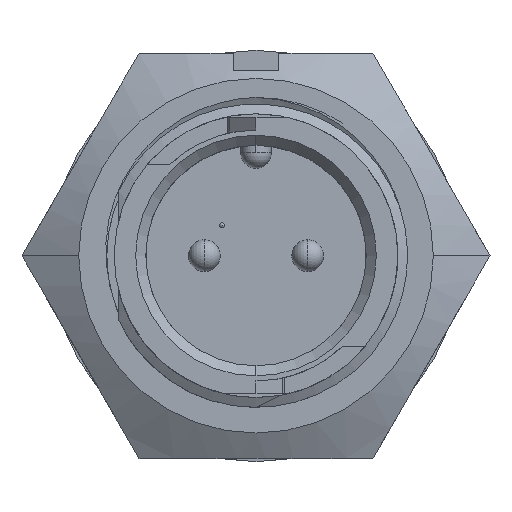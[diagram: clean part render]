
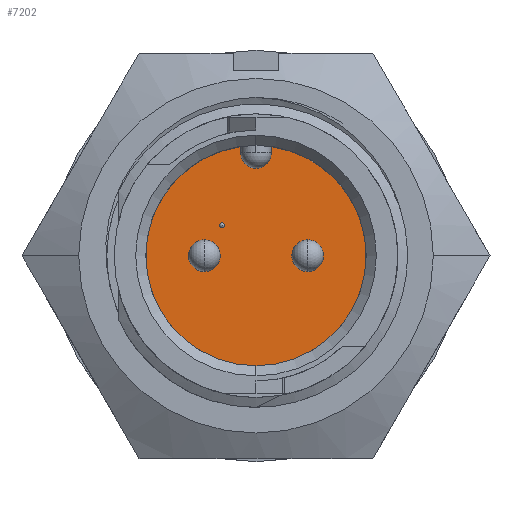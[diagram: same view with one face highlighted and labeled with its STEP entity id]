
A CAD part, top view. The second image highlights one B-rep face of the part: STEP entity #7202.
In plain terms, the highlighted planar face has unit normal (0, 0, 1).
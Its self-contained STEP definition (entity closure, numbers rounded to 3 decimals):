
#50 = CARTESIAN_POINT ( 'NONE',  ( 0.762, 5.472, -8.382 ) ) ;
#215 = AXIS2_PLACEMENT_3D ( 'NONE', #10577, #4444, #2787 ) ;
#318 = VERTEX_POINT ( 'NONE', #4848 ) ;
#427 = CARTESIAN_POINT ( 'NONE',  ( 0., 0., -8.382 ) ) ;
#457 = DIRECTION ( 'NONE',  ( 0., 0., -1. ) ) ;
#517 = FACE_BOUND ( 'NONE', #8695, .T. ) ;
#651 = CIRCLE ( 'NONE', #4659, 5.524 ) ;
#760 = CIRCLE ( 'NONE', #215, 0.762 ) ;
#836 = DIRECTION ( 'NONE',  ( 0., 0., 1. ) ) ;
#887 = ORIENTED_EDGE ( 'NONE', *, *, #8569, .F. ) ;
#893 = DIRECTION ( 'NONE',  ( 0., 0., 1. ) ) ;
#902 = DIRECTION ( 'NONE',  ( 0., -1., 0. ) ) ;
#907 = EDGE_LOOP ( 'NONE', ( #1088, #887 ) ) ;
#997 = CARTESIAN_POINT ( 'NONE',  ( -0.762, 5.143, -8.382 ) ) ;
#1088 = ORIENTED_EDGE ( 'NONE', *, *, #9482, .F. ) ;
#1317 = CARTESIAN_POINT ( 'NONE',  ( -1.797, 0.003, -8.382 ) ) ;
#1346 = DIRECTION ( 'NONE',  ( 0., -1., 0. ) ) ;
#1426 = DIRECTION ( 'NONE',  ( 0., -1., 0. ) ) ;
#1456 = DIRECTION ( 'NONE',  ( 0., 0., 1. ) ) ;
#1469 = VERTEX_POINT ( 'NONE', #7704 ) ;
#1511 = CIRCLE ( 'NONE', #10117, 0.127 ) ;
#1548 = DIRECTION ( 'NONE',  ( 0., 1., 0. ) ) ;
#1701 = CARTESIAN_POINT ( 'NONE',  ( -2.591, 0.003, -8.382 ) ) ;
#1718 = CARTESIAN_POINT ( 'NONE',  ( 3.385, 0., -8.382 ) ) ;
#1763 = CARTESIAN_POINT ( 'NONE',  ( 1.797, 0., -8.382 ) ) ;
#1838 = AXIS2_PLACEMENT_3D ( 'NONE', #427, #7678, #1346 ) ;
#1952 = EDGE_CURVE ( 'NONE', #8597, #7018, #8531, .T. ) ;
#2109 = AXIS2_PLACEMENT_3D ( 'NONE', #10759, #457, #9844 ) ;
#2248 = AXIS2_PLACEMENT_3D ( 'NONE', #3360, #6852, #7138 ) ;
#2309 = CIRCLE ( 'NONE', #4130, 0.794 ) ;
#2554 = DIRECTION ( 'NONE',  ( 0., 1., 0. ) ) ;
#2778 = CARTESIAN_POINT ( 'NONE',  ( 0.762, 5.143, -8.382 ) ) ;
#2787 = DIRECTION ( 'NONE',  ( 1., 0., 0. ) ) ;
#3143 = PLANE ( 'NONE',  #2109 ) ;
#3360 = CARTESIAN_POINT ( 'NONE',  ( -2.591, 0.003, -8.382 ) ) ;
#3523 = ORIENTED_EDGE ( 'NONE', *, *, #6988, .T. ) ;
#3642 = ORIENTED_EDGE ( 'NONE', *, *, #1952, .F. ) ;
#3698 = DIRECTION ( 'NONE',  ( 0., 0., 1. ) ) ;
#3871 = DIRECTION ( 'NONE',  ( 1., 0., 0. ) ) ;
#3894 = CARTESIAN_POINT ( 'NONE',  ( -1.702, 1.527, -8.382 ) ) ;
#3908 = EDGE_CURVE ( 'NONE', #1469, #4612, #8800, .T. ) ;
#3969 = CARTESIAN_POINT ( 'NONE',  ( 2.591, 0., -8.382 ) ) ;
#3999 = FACE_BOUND ( 'NONE', #10202, .T. ) ;
#4099 = EDGE_LOOP ( 'NONE', ( #7321, #10288, #3523, #3642, #9461 ) ) ;
#4130 = AXIS2_PLACEMENT_3D ( 'NONE', #3969, #1456, #5859 ) ;
#4172 = EDGE_CURVE ( 'NONE', #6911, #6978, #10627, .T. ) ;
#4283 = CARTESIAN_POINT ( 'NONE',  ( 0.762, 5.143, -8.382 ) ) ;
#4307 = CARTESIAN_POINT ( 'NONE',  ( -3.385, 0.003, -8.382 ) ) ;
#4376 = EDGE_CURVE ( 'NONE', #1469, #5702, #5827, .T. ) ;
#4444 = DIRECTION ( 'NONE',  ( 0., 0., 1. ) ) ;
#4612 = VERTEX_POINT ( 'NONE', #6138 ) ;
#4659 = AXIS2_PLACEMENT_3D ( 'NONE', #5252, #8757, #902 ) ;
#4848 = CARTESIAN_POINT ( 'NONE',  ( -1.702, 1.654, -8.382 ) ) ;
#4928 = DIRECTION ( 'NONE',  ( 0., 1., 0. ) ) ;
#4980 = CIRCLE ( 'NONE', #2248, 0.794 ) ;
#5252 = CARTESIAN_POINT ( 'NONE',  ( 0., 0., -8.382 ) ) ;
#5599 = FACE_OUTER_BOUND ( 'NONE', #4099, .T. ) ;
#5647 = CARTESIAN_POINT ( 'NONE',  ( -0.762, 5.472, -8.382 ) ) ;
#5702 = VERTEX_POINT ( 'NONE', #997 ) ;
#5827 = LINE ( 'NONE', #5647, #9003 ) ;
#5848 = DIRECTION ( 'NONE',  ( 0., 0., 1. ) ) ;
#5859 = DIRECTION ( 'NONE',  ( 1., 0., 0. ) ) ;
#6138 = CARTESIAN_POINT ( 'NONE',  ( 0., -5.524, -8.382 ) ) ;
#6468 = ORIENTED_EDGE ( 'NONE', *, *, #4172, .F. ) ;
#6852 = DIRECTION ( 'NONE',  ( 0., 0., 1. ) ) ;
#6911 = VERTEX_POINT ( 'NONE', #1718 ) ;
#6978 = VERTEX_POINT ( 'NONE', #1763 ) ;
#6988 = EDGE_CURVE ( 'NONE', #4612, #7018, #651, .T. ) ;
#7018 = VERTEX_POINT ( 'NONE', #50 ) ;
#7125 = AXIS2_PLACEMENT_3D ( 'NONE', #1701, #893, #9550 ) ;
#7129 = ORIENTED_EDGE ( 'NONE', *, *, #7504, .F. ) ;
#7138 = DIRECTION ( 'NONE',  ( 1., 0., 0. ) ) ;
#7202 = ADVANCED_FACE ( 'NONE', ( #5599, #517, #3999, #7502 ), #3143, .F. ) ;
#7321 = ORIENTED_EDGE ( 'NONE', *, *, #4376, .F. ) ;
#7502 = FACE_BOUND ( 'NONE', #907, .T. ) ;
#7504 = EDGE_CURVE ( 'NONE', #318, #9289, #8144, .T. ) ;
#7644 = EDGE_CURVE ( 'NONE', #6978, #6911, #2309, .T. ) ;
#7678 = DIRECTION ( 'NONE',  ( 0., 0., 1. ) ) ;
#7704 = CARTESIAN_POINT ( 'NONE',  ( -0.762, 5.472, -8.382 ) ) ;
#8144 = CIRCLE ( 'NONE', #9265, 0.127 ) ;
#8425 = CIRCLE ( 'NONE', #7125, 0.794 ) ;
#8474 = EDGE_CURVE ( 'NONE', #9289, #318, #1511, .T. ) ;
#8531 = LINE ( 'NONE', #4283, #10921 ) ;
#8569 = EDGE_CURVE ( 'NONE', #11094, #9323, #4980, .T. ) ;
#8597 = VERTEX_POINT ( 'NONE', #2778 ) ;
#8695 = EDGE_LOOP ( 'NONE', ( #7129, #11260 ) ) ;
#8757 = DIRECTION ( 'NONE',  ( 0., 0., 1. ) ) ;
#8800 = CIRCLE ( 'NONE', #1838, 5.524 ) ;
#8860 = CARTESIAN_POINT ( 'NONE',  ( -1.702, 1.527, -8.382 ) ) ;
#9003 = VECTOR ( 'NONE', #1426, 1000. ) ;
#9265 = AXIS2_PLACEMENT_3D ( 'NONE', #8860, #836, #2554 ) ;
#9289 = VERTEX_POINT ( 'NONE', #10199 ) ;
#9323 = VERTEX_POINT ( 'NONE', #1317 ) ;
#9461 = ORIENTED_EDGE ( 'NONE', *, *, #10686, .F. ) ;
#9482 = EDGE_CURVE ( 'NONE', #9323, #11094, #8425, .T. ) ;
#9550 = DIRECTION ( 'NONE',  ( 1., 0., 0. ) ) ;
#9705 = AXIS2_PLACEMENT_3D ( 'NONE', #9948, #3698, #3871 ) ;
#9844 = DIRECTION ( 'NONE',  ( 0., 1., 0. ) ) ;
#9948 = CARTESIAN_POINT ( 'NONE',  ( 2.591, 0., -8.382 ) ) ;
#10117 = AXIS2_PLACEMENT_3D ( 'NONE', #3894, #5848, #4928 ) ;
#10199 = CARTESIAN_POINT ( 'NONE',  ( -1.702, 1.4, -8.382 ) ) ;
#10202 = EDGE_LOOP ( 'NONE', ( #6468, #11277 ) ) ;
#10288 = ORIENTED_EDGE ( 'NONE', *, *, #3908, .T. ) ;
#10577 = CARTESIAN_POINT ( 'NONE',  ( 0., 5.143, -8.382 ) ) ;
#10627 = CIRCLE ( 'NONE', #9705, 0.794 ) ;
#10686 = EDGE_CURVE ( 'NONE', #5702, #8597, #760, .T. ) ;
#10759 = CARTESIAN_POINT ( 'NONE',  ( 0., 0., -8.382 ) ) ;
#10921 = VECTOR ( 'NONE', #1548, 1000. ) ;
#11094 = VERTEX_POINT ( 'NONE', #4307 ) ;
#11260 = ORIENTED_EDGE ( 'NONE', *, *, #8474, .F. ) ;
#11277 = ORIENTED_EDGE ( 'NONE', *, *, #7644, .F. ) ;
